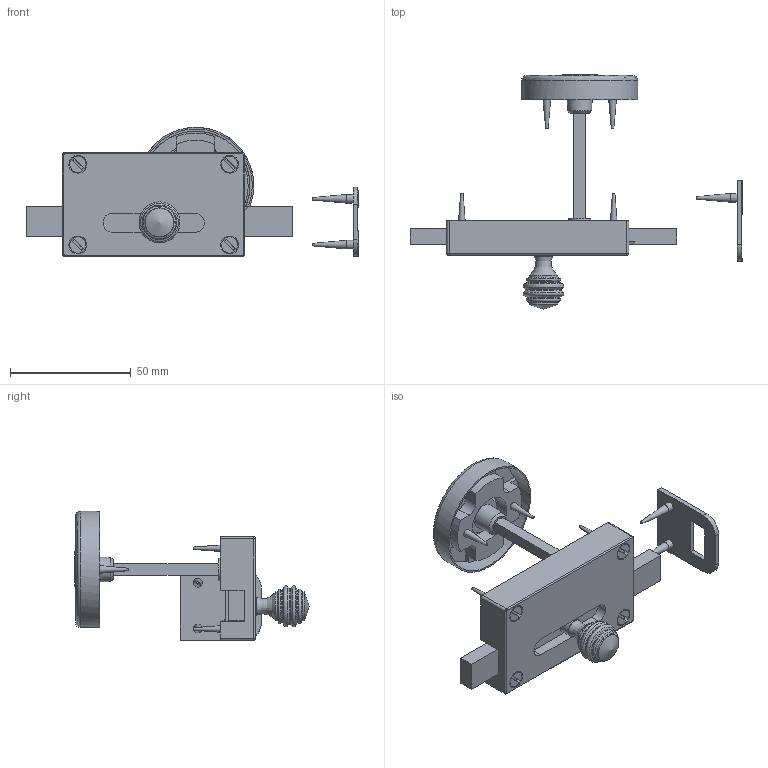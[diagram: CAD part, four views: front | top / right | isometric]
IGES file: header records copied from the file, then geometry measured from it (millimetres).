
Global section: file name: P7305; native system: Autodesk Inventor 2018; preprocessor: unknown; author: aprice; date: 20180725.121327; units: millimetre
Bounding box: 137.75 x 97.25 x 53.65 mm (x, y, z)
Volume: 47487.2 mm3; surface area: 44313.9 mm2
Topology: 27 solids, 27 shells, 782 faces, 2129 edges, 1441 vertices
Faces by surface type: bspline 782
